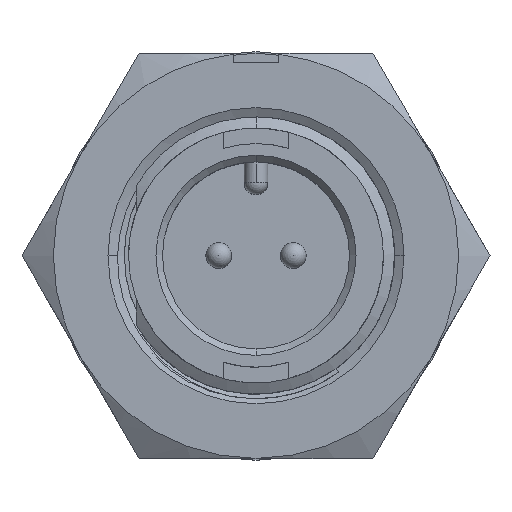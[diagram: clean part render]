
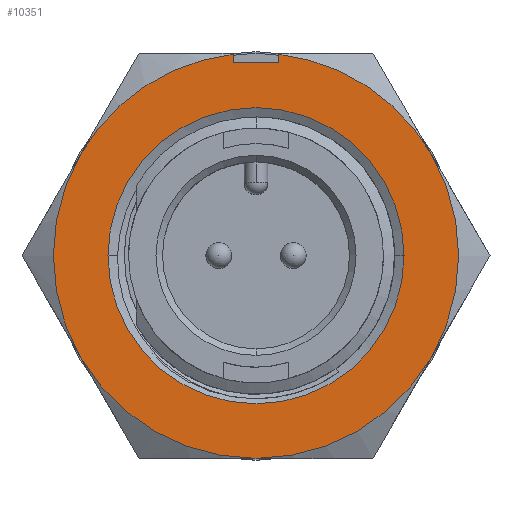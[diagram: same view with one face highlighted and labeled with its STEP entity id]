
A CAD part, top view. The second image highlights one B-rep face of the part: STEP entity #10351.
In plain terms, the highlighted planar face has unit normal (0, 0, 1).
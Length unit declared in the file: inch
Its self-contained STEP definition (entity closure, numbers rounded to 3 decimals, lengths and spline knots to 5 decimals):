
#1746 = PLANE ( 'NONE',  #9779 ) ;
#1747 = CARTESIAN_POINT ( 'NONE',  ( 0., -0.62, 0.291 ) ) ;
#1748 = DIRECTION ( 'NONE',  ( 0., 0., -1. ) ) ;
#1749 = DIRECTION ( 'NONE',  ( -1., 0., 0. ) ) ;
#2624 = VERTEX_POINT ( 'NONE', #5651 ) ;
#2642 = VERTEX_POINT ( 'NONE', #5646 ) ;
#2696 = VERTEX_POINT ( 'NONE', #5550 ) ;
#2709 = VERTEX_POINT ( 'NONE', #5563 ) ;
#2757 = VERTEX_POINT ( 'NONE', #5599 ) ;
#2764 = VERTEX_POINT ( 'NONE', #5605 ) ;
#2796 = VERTEX_POINT ( 'NONE', #5634 ) ;
#2803 = VERTEX_POINT ( 'NONE', #5638 ) ;
#2818 = VERTEX_POINT ( 'NONE', #5676 ) ;
#2820 = VERTEX_POINT ( 'NONE', #5678 ) ;
#2846 = VERTEX_POINT ( 'NONE', #5700 ) ;
#3729 = LINE ( 'NONE', #4385, #9463 ) ;
#3730 = LINE ( 'NONE', #4405, #9472 ) ;
#3731 = LINE ( 'NONE', #4391, #9464 ) ;
#4385 = CARTESIAN_POINT ( 'NONE',  ( -0.035, 0.35188, 0.291 ) ) ;
#4386 = DIRECTION ( 'NONE',  ( 0., 1., 0. ) ) ;
#4391 = CARTESIAN_POINT ( 'NONE',  ( 0.035, 0.35188, 0.291 ) ) ;
#4392 = DIRECTION ( 'NONE',  ( 0., -1., 0. ) ) ;
#4393 = CARTESIAN_POINT ( 'NONE',  ( 0., 0., 0.291 ) ) ;
#4394 = DIRECTION ( 'NONE',  ( 0., 0., -1. ) ) ;
#4395 = DIRECTION ( 'NONE',  ( 0., 1., 0. ) ) ;
#4396 = CARTESIAN_POINT ( 'NONE',  ( 0., 0., 0.291 ) ) ;
#4397 = DIRECTION ( 'NONE',  ( 0., 0., -1. ) ) ;
#4398 = DIRECTION ( 'NONE',  ( -1., 0., 0. ) ) ;
#4399 = CARTESIAN_POINT ( 'NONE',  ( 0., 0., 0.291 ) ) ;
#4400 = DIRECTION ( 'NONE',  ( 0., 0., -1. ) ) ;
#4401 = DIRECTION ( 'NONE',  ( -1., 0., 0. ) ) ;
#4402 = CARTESIAN_POINT ( 'NONE',  ( 0., 0., 0.291 ) ) ;
#4403 = DIRECTION ( 'NONE',  ( 0., 0., -1. ) ) ;
#4404 = DIRECTION ( 'NONE',  ( -1., 0., 0. ) ) ;
#4405 = CARTESIAN_POINT ( 'NONE',  ( -0.035, 0.295, 0.291 ) ) ;
#4406 = DIRECTION ( 'NONE',  ( -1., 0., 0. ) ) ;
#4407 = CARTESIAN_POINT ( 'NONE',  ( 0., 0., 0.291 ) ) ;
#4408 = DIRECTION ( 'NONE',  ( 0., 0., -1. ) ) ;
#4409 = DIRECTION ( 'NONE',  ( 0., 1., 0. ) ) ;
#4791 = CARTESIAN_POINT ( 'NONE',  ( 0., 0., 0.291 ) ) ;
#4792 = DIRECTION ( 'NONE',  ( 0., 0., -1. ) ) ;
#4793 = DIRECTION ( 'NONE',  ( -1., 0., 0. ) ) ;
#4947 = EDGE_LOOP ( 'NONE', ( #10533, #5144, #5087, #5150, #5116, #5127, #5080, #10529, #10531 ) ) ;
#5014 = EDGE_LOOP ( 'NONE', ( #5110, #5138 ) ) ;
#5080 = ORIENTED_EDGE ( 'NONE', *, *, #10187, .F. ) ;
#5087 = ORIENTED_EDGE ( 'NONE', *, *, #10212, .F. ) ;
#5110 = ORIENTED_EDGE ( 'NONE', *, *, #10236, .F. ) ;
#5116 = ORIENTED_EDGE ( 'NONE', *, *, #10189, .F. ) ;
#5127 = ORIENTED_EDGE ( 'NONE', *, *, #10188, .F. ) ;
#5138 = ORIENTED_EDGE ( 'NONE', *, *, #10115, .F. ) ;
#5144 = ORIENTED_EDGE ( 'NONE', *, *, #10183, .T. ) ;
#5150 = ORIENTED_EDGE ( 'NONE', *, *, #10186, .F. ) ;
#5550 = CARTESIAN_POINT ( 'NONE',  ( 0.035, 0.295, 0.291 ) ) ;
#5563 = CARTESIAN_POINT ( 'NONE',  ( 0., -0.31, 0.291 ) ) ;
#5599 = CARTESIAN_POINT ( 'NONE',  ( -0.2265, 0., 0.291 ) ) ;
#5605 = CARTESIAN_POINT ( 'NONE',  ( -0.035, 0.295, 0.291 ) ) ;
#5634 = CARTESIAN_POINT ( 'NONE',  ( 0.035, 0.30802, 0.291 ) ) ;
#5638 = CARTESIAN_POINT ( 'NONE',  ( 0.26847, -0.155, 0.291 ) ) ;
#5646 = CARTESIAN_POINT ( 'NONE',  ( -0.26847, -0.155, 0.291 ) ) ;
#5651 = CARTESIAN_POINT ( 'NONE',  ( 0.26847, 0.155, 0.291 ) ) ;
#5676 = CARTESIAN_POINT ( 'NONE',  ( -0.035, 0.30802, 0.291 ) ) ;
#5678 = CARTESIAN_POINT ( 'NONE',  ( -0.26847, 0.155, 0.291 ) ) ;
#5700 = CARTESIAN_POINT ( 'NONE',  ( 0.2265, 0., 0.291 ) ) ;
#7255 = CARTESIAN_POINT ( 'NONE',  ( 0., 0., 0.291 ) ) ;
#7256 = DIRECTION ( 'NONE',  ( 0., 0., 1. ) ) ;
#7257 = DIRECTION ( 'NONE',  ( 1., 0., 0. ) ) ;
#8088 = FACE_BOUND ( 'NONE', #5014, .T. ) ;
#8089 = FACE_OUTER_BOUND ( 'NONE', #4947, .T. ) ;
#8667 = CARTESIAN_POINT ( 'NONE',  ( 0., 0., 0.291 ) ) ;
#8668 = DIRECTION ( 'NONE',  ( 0., 0., 1. ) ) ;
#8669 = DIRECTION ( 'NONE',  ( 1., 0., 0. ) ) ;
#9408 = CIRCLE ( 'NONE', #9412, 0.2265 ) ;
#9412 = AXIS2_PLACEMENT_3D ( 'NONE', #7255, #7256, #7257 ) ;
#9457 = CIRCLE ( 'NONE', #9465, 0.31 ) ;
#9460 = CIRCLE ( 'NONE', #9466, 0.31 ) ;
#9463 = VECTOR ( 'NONE', #4386, 39.37008 ) ;
#9464 = VECTOR ( 'NONE', #4392, 39.37008 ) ;
#9465 = AXIS2_PLACEMENT_3D ( 'NONE', #4393, #4394, #4395 ) ;
#9466 = AXIS2_PLACEMENT_3D ( 'NONE', #4396, #4397, #4398 ) ;
#9467 = CIRCLE ( 'NONE', #9468, 0.31 ) ;
#9468 = AXIS2_PLACEMENT_3D ( 'NONE', #4399, #4400, #4401 ) ;
#9469 = CIRCLE ( 'NONE', #9470, 0.31 ) ;
#9470 = AXIS2_PLACEMENT_3D ( 'NONE', #4402, #4403, #4404 ) ;
#9471 = CIRCLE ( 'NONE', #9473, 0.31 ) ;
#9472 = VECTOR ( 'NONE', #4406, 39.37008 ) ;
#9473 = AXIS2_PLACEMENT_3D ( 'NONE', #4407, #4408, #4409 ) ;
#9483 = CIRCLE ( 'NONE', #9486, 0.31 ) ;
#9486 = AXIS2_PLACEMENT_3D ( 'NONE', #4791, #4792, #4793 ) ;
#9509 = CIRCLE ( 'NONE', #9511, 0.2265 ) ;
#9511 = AXIS2_PLACEMENT_3D ( 'NONE', #8667, #8668, #8669 ) ;
#9779 = AXIS2_PLACEMENT_3D ( 'NONE', #1747, #1748, #1749 ) ;
#10115 = EDGE_CURVE ( 'NONE', #2757, #2846, #9408, .T. ) ;
#10183 = EDGE_CURVE ( 'NONE', #2764, #2818, #3729, .T. ) ;
#10185 = EDGE_CURVE ( 'NONE', #2796, #2696, #3731, .T. ) ;
#10186 = EDGE_CURVE ( 'NONE', #2642, #2820, #9457, .T. ) ;
#10187 = EDGE_CURVE ( 'NONE', #2624, #2803, #9460, .T. ) ;
#10188 = EDGE_CURVE ( 'NONE', #2803, #2709, #9467, .T. ) ;
#10189 = EDGE_CURVE ( 'NONE', #2709, #2642, #9469, .T. ) ;
#10190 = EDGE_CURVE ( 'NONE', #2696, #2764, #3730, .T. ) ;
#10191 = EDGE_CURVE ( 'NONE', #2796, #2624, #9471, .T. ) ;
#10212 = EDGE_CURVE ( 'NONE', #2820, #2818, #9483, .T. ) ;
#10236 = EDGE_CURVE ( 'NONE', #2846, #2757, #9509, .T. ) ;
#10351 = ADVANCED_FACE ( 'NONE', ( #8088, #8089 ), #1746, .F. ) ;
#10529 = ORIENTED_EDGE ( 'NONE', *, *, #10191, .F. ) ;
#10531 = ORIENTED_EDGE ( 'NONE', *, *, #10185, .T. ) ;
#10533 = ORIENTED_EDGE ( 'NONE', *, *, #10190, .T. ) ;
